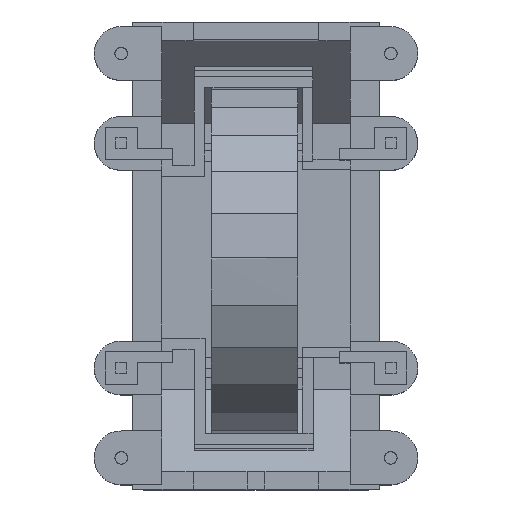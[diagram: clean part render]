
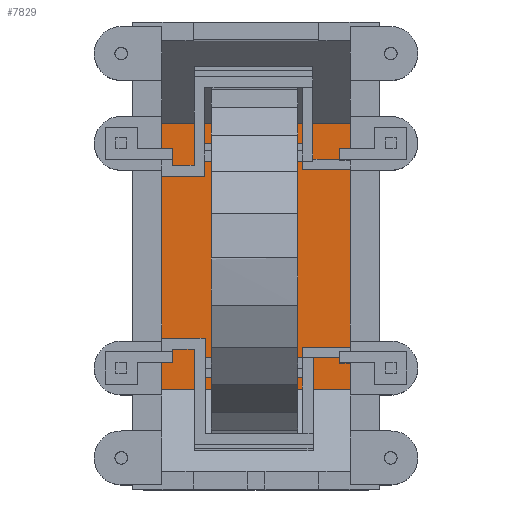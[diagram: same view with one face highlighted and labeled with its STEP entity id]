
A CAD part, top view. The second image highlights one B-rep face of the part: STEP entity #7829.
In plain terms, the highlighted planar face has unit normal (0, 0, 1).
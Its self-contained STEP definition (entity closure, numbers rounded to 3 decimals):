
#2662 = PLANE('',#2663);
#2663 = AXIS2_PLACEMENT_3D('',#2664,#2665,#2666);
#2664 = CARTESIAN_POINT('',(1.,2.819,17.766));
#2665 = DIRECTION('',(1.,0.,0.));
#2666 = DIRECTION('',(0.,0.,1.));
#3473 = PLANE('',#3474);
#3474 = AXIS2_PLACEMENT_3D('',#3475,#3476,#3477);
#3475 = CARTESIAN_POINT('',(11.5,-0.35,28.));
#3476 = DIRECTION('',(-1.,0.,0.));
#3477 = DIRECTION('',(0.,-1.,0.));
#7742 = PLANE('',#7743);
#7743 = AXIS2_PLACEMENT_3D('',#7744,#7745,#7746);
#7744 = CARTESIAN_POINT('',(11.5,19.4,5.6));
#7745 = DIRECTION('',(0.,-0.707,0.707
    ));
#7746 = DIRECTION('',(0.,-0.707,-0.707));
#7759 = VERTEX_POINT('',#7760);
#7760 = CARTESIAN_POINT('',(1.,14.8,1.));
#7781 = EDGE_CURVE('',#7782,#7759,#7784,.T.);
#7782 = VERTEX_POINT('',#7783);
#7783 = CARTESIAN_POINT('',(11.5,14.8,1.));
#7784 = SURFACE_CURVE('',#7785,(#7789,#7796),.PCURVE_S1.);
#7785 = LINE('',#7786,#7787);
#7786 = CARTESIAN_POINT('',(11.5,14.8,1.));
#7787 = VECTOR('',#7788,1.);
#7788 = DIRECTION('',(-1.,0.,0.));
#7789 = PCURVE('',#7742,#7790);
#7790 = DEFINITIONAL_REPRESENTATION('',(#7791),#7795);
#7791 = LINE('',#7792,#7793);
#7792 = CARTESIAN_POINT('',(6.505,0.));
#7793 = VECTOR('',#7794,1.);
#7794 = DIRECTION('',(0.,-1.));
#7795 = ( GEOMETRIC_REPRESENTATION_CONTEXT(2) 
PARAMETRIC_REPRESENTATION_CONTEXT() REPRESENTATION_CONTEXT('2D SPACE',''
  ) );
#7796 = PCURVE('',#7797,#7802);
#7797 = PLANE('',#7798);
#7798 = AXIS2_PLACEMENT_3D('',#7799,#7800,#7801);
#7799 = CARTESIAN_POINT('',(1.,14.8,1.));
#7800 = DIRECTION('',(0.,0.,1.));
#7801 = DIRECTION('',(0.,1.,0.));
#7802 = DEFINITIONAL_REPRESENTATION('',(#7803),#7807);
#7803 = LINE('',#7804,#7805);
#7804 = CARTESIAN_POINT('',(0.,-10.5));
#7805 = VECTOR('',#7806,1.);
#7806 = DIRECTION('',(0.,1.));
#7807 = ( GEOMETRIC_REPRESENTATION_CONTEXT(2) 
PARAMETRIC_REPRESENTATION_CONTEXT() REPRESENTATION_CONTEXT('2D SPACE',''
  ) );
#7829 = ADVANCED_FACE('',(#7830),#7797,.T.);
#7830 = FACE_BOUND('',#7831,.T.);
#7831 = EDGE_LOOP('',(#7832,#7855,#7883,#7904));
#7832 = ORIENTED_EDGE('',*,*,#7833,.F.);
#7833 = EDGE_CURVE('',#7834,#7759,#7836,.T.);
#7834 = VERTEX_POINT('',#7835);
#7835 = CARTESIAN_POINT('',(1.,0.,1.));
#7836 = SURFACE_CURVE('',#7837,(#7841,#7848),.PCURVE_S1.);
#7837 = LINE('',#7838,#7839);
#7838 = CARTESIAN_POINT('',(1.,0.,1.));
#7839 = VECTOR('',#7840,1.);
#7840 = DIRECTION('',(0.,1.,0.));
#7841 = PCURVE('',#7797,#7842);
#7842 = DEFINITIONAL_REPRESENTATION('',(#7843),#7847);
#7843 = LINE('',#7844,#7845);
#7844 = CARTESIAN_POINT('',(-14.8,0.));
#7845 = VECTOR('',#7846,1.);
#7846 = DIRECTION('',(1.,0.));
#7847 = ( GEOMETRIC_REPRESENTATION_CONTEXT(2) 
PARAMETRIC_REPRESENTATION_CONTEXT() REPRESENTATION_CONTEXT('2D SPACE',''
  ) );
#7848 = PCURVE('',#2662,#7849);
#7849 = DEFINITIONAL_REPRESENTATION('',(#7850),#7854);
#7850 = LINE('',#7851,#7852);
#7851 = CARTESIAN_POINT('',(-16.766,2.819));
#7852 = VECTOR('',#7853,1.);
#7853 = DIRECTION('',(0.,-1.));
#7854 = ( GEOMETRIC_REPRESENTATION_CONTEXT(2) 
PARAMETRIC_REPRESENTATION_CONTEXT() REPRESENTATION_CONTEXT('2D SPACE',''
  ) );
#7855 = ORIENTED_EDGE('',*,*,#7856,.F.);
#7856 = EDGE_CURVE('',#7857,#7834,#7859,.T.);
#7857 = VERTEX_POINT('',#7858);
#7858 = CARTESIAN_POINT('',(11.5,0.,1.));
#7859 = SURFACE_CURVE('',#7860,(#7864,#7871),.PCURVE_S1.);
#7860 = LINE('',#7861,#7862);
#7861 = CARTESIAN_POINT('',(11.5,0.,1.));
#7862 = VECTOR('',#7863,1.);
#7863 = DIRECTION('',(-1.,0.,0.));
#7864 = PCURVE('',#7797,#7865);
#7865 = DEFINITIONAL_REPRESENTATION('',(#7866),#7870);
#7866 = LINE('',#7867,#7868);
#7867 = CARTESIAN_POINT('',(-14.8,-10.5));
#7868 = VECTOR('',#7869,1.);
#7869 = DIRECTION('',(0.,1.));
#7870 = ( GEOMETRIC_REPRESENTATION_CONTEXT(2) 
PARAMETRIC_REPRESENTATION_CONTEXT() REPRESENTATION_CONTEXT('2D SPACE',''
  ) );
#7871 = PCURVE('',#7872,#7877);
#7872 = PLANE('',#7873);
#7873 = AXIS2_PLACEMENT_3D('',#7874,#7875,#7876);
#7874 = CARTESIAN_POINT('',(1.,-4.6,5.6));
#7875 = DIRECTION('',(0.,0.707,0.707)
  );
#7876 = DIRECTION('',(0.,-0.707,0.707));
#7877 = DEFINITIONAL_REPRESENTATION('',(#7878),#7882);
#7878 = LINE('',#7879,#7880);
#7879 = CARTESIAN_POINT('',(-6.505,10.5));
#7880 = VECTOR('',#7881,1.);
#7881 = DIRECTION('',(0.,-1.));
#7882 = ( GEOMETRIC_REPRESENTATION_CONTEXT(2) 
PARAMETRIC_REPRESENTATION_CONTEXT() REPRESENTATION_CONTEXT('2D SPACE',''
  ) );
#7883 = ORIENTED_EDGE('',*,*,#7884,.T.);
#7884 = EDGE_CURVE('',#7857,#7782,#7885,.T.);
#7885 = SURFACE_CURVE('',#7886,(#7890,#7897),.PCURVE_S1.);
#7886 = LINE('',#7887,#7888);
#7887 = CARTESIAN_POINT('',(11.5,0.,1.));
#7888 = VECTOR('',#7889,1.);
#7889 = DIRECTION('',(0.,1.,0.));
#7890 = PCURVE('',#7797,#7891);
#7891 = DEFINITIONAL_REPRESENTATION('',(#7892),#7896);
#7892 = LINE('',#7893,#7894);
#7893 = CARTESIAN_POINT('',(-14.8,-10.5));
#7894 = VECTOR('',#7895,1.);
#7895 = DIRECTION('',(1.,0.));
#7896 = ( GEOMETRIC_REPRESENTATION_CONTEXT(2) 
PARAMETRIC_REPRESENTATION_CONTEXT() REPRESENTATION_CONTEXT('2D SPACE',''
  ) );
#7897 = PCURVE('',#3473,#7898);
#7898 = DEFINITIONAL_REPRESENTATION('',(#7899),#7903);
#7899 = LINE('',#7900,#7901);
#7900 = CARTESIAN_POINT('',(-0.35,-27.));
#7901 = VECTOR('',#7902,1.);
#7902 = DIRECTION('',(-1.,0.));
#7903 = ( GEOMETRIC_REPRESENTATION_CONTEXT(2) 
PARAMETRIC_REPRESENTATION_CONTEXT() REPRESENTATION_CONTEXT('2D SPACE',''
  ) );
#7904 = ORIENTED_EDGE('',*,*,#7781,.T.);
